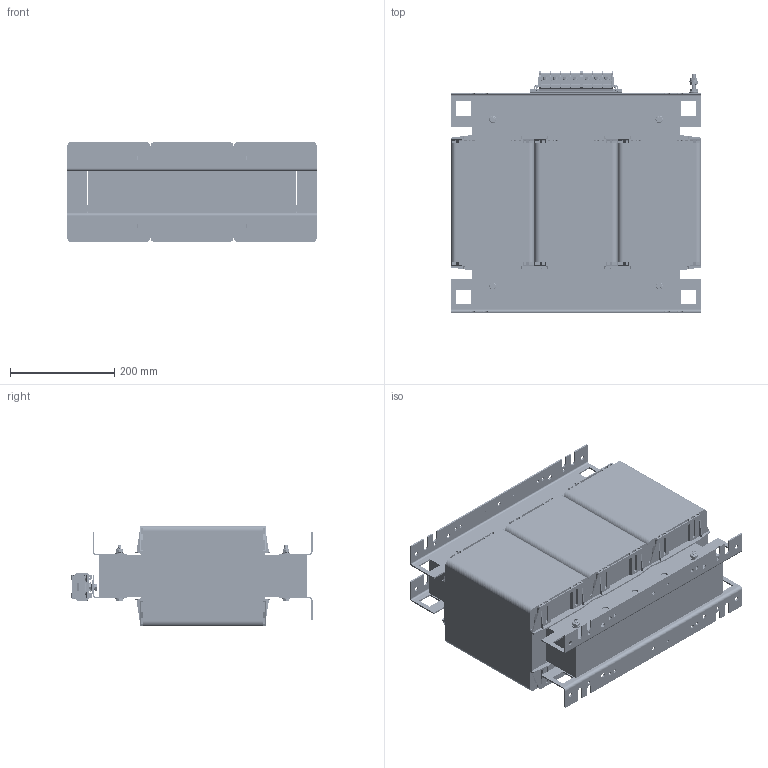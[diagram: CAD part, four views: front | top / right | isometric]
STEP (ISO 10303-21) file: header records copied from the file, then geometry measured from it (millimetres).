
FILE_DESCRIPTION(/* description */ (''),/* implementation_level */ '2;1');
FILE_NAME(/* name */ 'TTX16.stp',/* time_stamp */ '2022-08-29T12:10:57+02:00',/* author */ ('amr'),/* organization */ (''),/* preprocessor_version */ 'ST-DEVELOPER v16.13',/* originating_system */ 'Autodesk Inventor 2018',/* authorisation */ '');
FILE_SCHEMA (('AUTOMOTIVE_DESIGN { 1 0 10303 214 3 1 1 }'));
Products named in the file (1): TTX16
Bounding box: 480 x 463.1 x 194 mm (x, y, z)
Volume: 27470049.3 mm3; surface area: 2688014 mm2
Topology: 106 solids, 106 shells, 7971 faces, 18491 edges, 10649 vertices
Faces by surface type: cylinder 2991, plane 2923, torus 953, sphere 764, cone 290, bspline 50
Full cylindrical faces by diameter (mm): 3 x4, 3.5 x8, 3.92 x4, 3.95 x7, 4.2 x4, 4.25 x9, 4.45 x14, 5 x14, 5.3 x14, 5.85 x14, 6.43 x14, 6.647 x15, 7 x20, 7.7 x14, 8 x15, 8.4 x1, 9 x24, 10 x14, 11.7 x1, 13 x24, 16 x9
Entity records: 270644 total; most frequent: CARTESIAN_POINT 80542, DIRECTION 40725, ORIENTED_EDGE 35748, EDGE_CURVE 17850, AXIS2_PLACEMENT_3D 15245, VERTEX_POINT 10596, LINE 10235, VECTOR 10235
